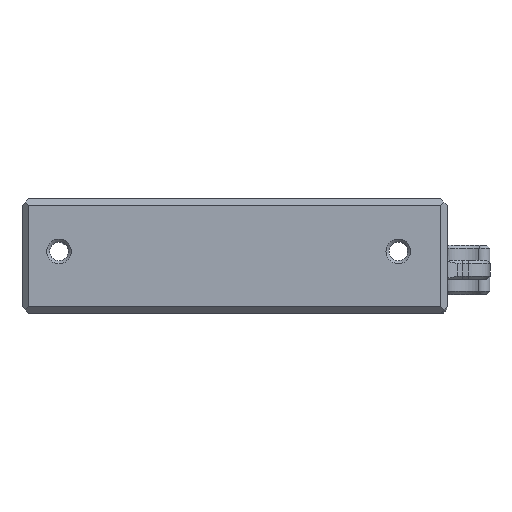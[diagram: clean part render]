
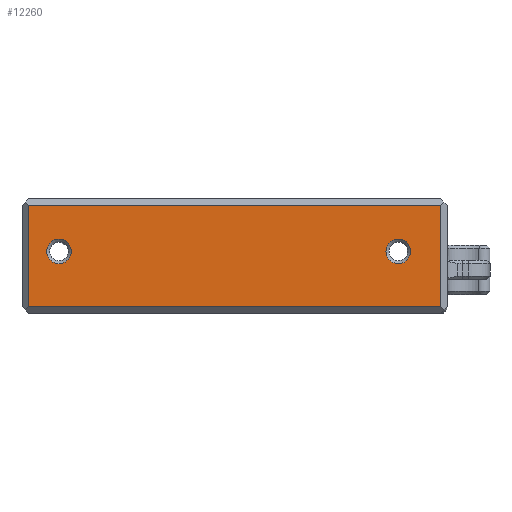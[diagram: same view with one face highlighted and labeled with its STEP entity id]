
A CAD part, left-side view. The second image highlights one B-rep face of the part: STEP entity #12260.
In plain terms, the highlighted planar face has unit normal (-1, 0, 0).
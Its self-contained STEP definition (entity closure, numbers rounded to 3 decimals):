
#314=CIRCLE('',#12960,4.);
#315=CIRCLE('',#12961,4.);
#508=FACE_BOUND('',#4130,.T.);
#509=FACE_BOUND('',#4131,.T.);
#1202=LINE('',#21915,#2254);
#1267=LINE('',#22180,#2319);
#1272=LINE('',#22188,#2324);
#1274=LINE('',#22191,#2326);
#2254=VECTOR('',#14738,10.);
#2319=VECTOR('',#14901,10.);
#2324=VECTOR('',#14910,10.);
#2326=VECTOR('',#14914,10.);
#2908=PLANE('',#12959);
#3395=FACE_OUTER_BOUND('',#4129,.T.);
#4129=EDGE_LOOP('',(#9913,#9914,#9915,#9916));
#4130=EDGE_LOOP('',(#9917));
#4131=EDGE_LOOP('',(#9918));
#5665=VERTEX_POINT('',#21912);
#5666=VERTEX_POINT('',#21914);
#5742=VERTEX_POINT('',#22177);
#5743=VERTEX_POINT('',#22179);
#5745=VERTEX_POINT('',#22192);
#5746=VERTEX_POINT('',#22194);
#7171=EDGE_CURVE('',#5665,#5666,#1202,.T.);
#7271=EDGE_CURVE('',#5742,#5743,#1267,.T.);
#7276=EDGE_CURVE('',#5743,#5665,#1272,.T.);
#7278=EDGE_CURVE('',#5666,#5742,#1274,.T.);
#7279=EDGE_CURVE('',#5745,#5745,#314,.T.);
#7280=EDGE_CURVE('',#5746,#5746,#315,.T.);
#9913=ORIENTED_EDGE('',*,*,#7271,.F.);
#9914=ORIENTED_EDGE('',*,*,#7278,.F.);
#9915=ORIENTED_EDGE('',*,*,#7171,.F.);
#9916=ORIENTED_EDGE('',*,*,#7276,.F.);
#9917=ORIENTED_EDGE('',*,*,#7279,.F.);
#9918=ORIENTED_EDGE('',*,*,#7280,.F.);
#12260=ADVANCED_FACE('',(#3395,#508,#509),#2908,.T.);
#12959=AXIS2_PLACEMENT_3D('',#22190,#14912,#14913);
#12960=AXIS2_PLACEMENT_3D('',#22193,#14915,#14916);
#12961=AXIS2_PLACEMENT_3D('',#22195,#14917,#14918);
#14738=DIRECTION('',(0.,0.,-1.));
#14901=DIRECTION('',(0.,0.,1.));
#14910=DIRECTION('',(0.,-1.,0.));
#14912=DIRECTION('center_axis',(-1.,0.,0.));
#14913=DIRECTION('ref_axis',(0.,1.,0.));
#14914=DIRECTION('',(0.,1.,0.));
#14915=DIRECTION('center_axis',(-1.,0.,0.));
#14916=DIRECTION('ref_axis',(0.,0.,
-1.));
#14917=DIRECTION('center_axis',(-1.,0.,0.));
#14918=DIRECTION('ref_axis',(0.,0.,
1.));
#21912=CARTESIAN_POINT('',(-97.064,-201.444,35.));
#21914=CARTESIAN_POINT('',(-97.064,-201.444,2.));
#21915=CARTESIAN_POINT('',(-97.064,-201.444,25.));
#22177=CARTESIAN_POINT('',(-97.064,-67.632,2.));
#22179=CARTESIAN_POINT('',(-97.064,-67.632,35.));
#22180=CARTESIAN_POINT('',(-97.064,-67.632,14.));
#22188=CARTESIAN_POINT('',(-97.064,-200.132,35.));
#22190=CARTESIAN_POINT('Origin',(-97.064,-198.931,28.));
#22191=CARTESIAN_POINT('',(-97.064,-174.532,2.));
#22192=CARTESIAN_POINT('',(-97.064,-77.632,24.));
#22193=CARTESIAN_POINT('Origin',(-97.064,-77.632,20.));
#22194=CARTESIAN_POINT('',(-97.064,-187.632,16.));
#22195=CARTESIAN_POINT('Origin',(-97.064,-187.632,20.));
